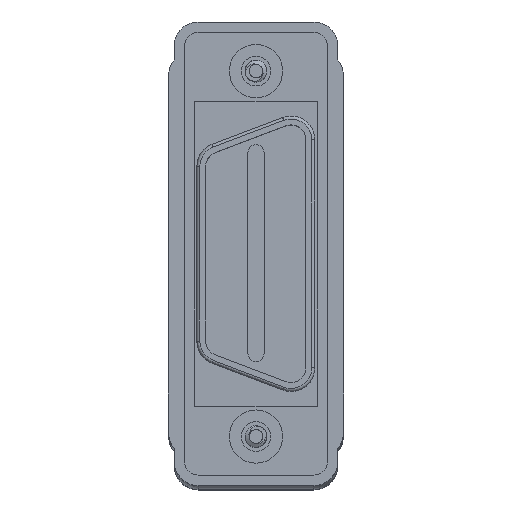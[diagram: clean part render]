
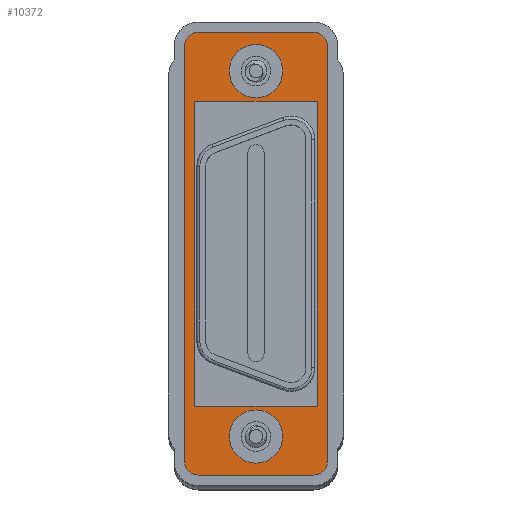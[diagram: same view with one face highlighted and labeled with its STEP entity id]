
A CAD part, top view. The second image highlights one B-rep face of the part: STEP entity #10372.
In plain terms, the highlighted planar face has unit normal (0, 0, 1).
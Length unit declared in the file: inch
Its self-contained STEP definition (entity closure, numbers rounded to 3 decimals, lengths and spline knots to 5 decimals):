
#42 = DIRECTION ( 'NONE',  ( 1., 0., 0. ) ) ;
#71 = CARTESIAN_POINT ( 'NONE',  ( -0.19559, -0.7465, -0.25 ) ) ;
#196 = EDGE_LOOP ( 'NONE', ( #1840, #11469, #3958, #10721 ) ) ;
#211 = CARTESIAN_POINT ( 'NONE',  ( -0.24059, 0.7015, -0.25 ) ) ;
#243 = EDGE_LOOP ( 'NONE', ( #3368, #508, #5165, #12081, #6684, #2217, #6085, #10317 ) ) ;
#476 = VERTEX_POINT ( 'NONE', #9950 ) ;
#508 = ORIENTED_EDGE ( 'NONE', *, *, #4193, .T. ) ;
#540 = CARTESIAN_POINT ( 'NONE',  ( -0.19559, -0.7015, -0.25 ) ) ;
#549 = DIRECTION ( 'NONE',  ( 0., 0., 1. ) ) ;
#550 = ORIENTED_EDGE ( 'NONE', *, *, #4541, .F. ) ;
#762 = VECTOR ( 'NONE', #1543, 39.37008 ) ;
#878 = DIRECTION ( 'NONE',  ( 1., 0., 0. ) ) ;
#932 = CIRCLE ( 'NONE', #5373, 0.045 ) ;
#952 = AXIS2_PLACEMENT_3D ( 'NONE', #8556, #1904, #42 ) ;
#981 = DIRECTION ( 'NONE',  ( 0., 1., 0. ) ) ;
#1013 = LINE ( 'NONE', #8715, #1575 ) ;
#1209 = CARTESIAN_POINT ( 'NONE',  ( 0.20582, 0.51408, -0.25 ) ) ;
#1504 = CARTESIAN_POINT ( 'NONE',  ( 0.20582, -0.51408, -0.25 ) ) ;
#1543 = DIRECTION ( 'NONE',  ( 0., -1., 0. ) ) ;
#1575 = VECTOR ( 'NONE', #5926, 39.37008 ) ;
#1648 = LINE ( 'NONE', #11293, #12382 ) ;
#1785 = LINE ( 'NONE', #5573, #762 ) ;
#1805 = DIRECTION ( 'NONE',  ( 1., 0., 0. ) ) ;
#1840 = ORIENTED_EDGE ( 'NONE', *, *, #12085, .F. ) ;
#1904 = DIRECTION ( 'NONE',  ( 0., 0., 1. ) ) ;
#1935 = CARTESIAN_POINT ( 'NONE',  ( -0.24059, -0.7015, -0.25 ) ) ;
#2001 = DIRECTION ( 'NONE',  ( 0., 0., 1. ) ) ;
#2034 = EDGE_CURVE ( 'NONE', #10053, #7687, #9535, .T. ) ;
#2107 = EDGE_CURVE ( 'NONE', #8000, #10370, #11277, .T. ) ;
#2141 = FACE_OUTER_BOUND ( 'NONE', #243, .T. ) ;
#2146 = VERTEX_POINT ( 'NONE', #1935 ) ;
#2165 = VERTEX_POINT ( 'NONE', #5727 ) ;
#2217 = ORIENTED_EDGE ( 'NONE', *, *, #9431, .T. ) ;
#2320 = DIRECTION ( 'NONE',  ( 1., 0., 0. ) ) ;
#2349 = VECTOR ( 'NONE', #4897, 39.37008 ) ;
#2847 = LINE ( 'NONE', #3806, #4854 ) ;
#2961 = CARTESIAN_POINT ( 'NONE',  ( -0.20582, -0.51408, -0.25 ) ) ;
#3065 = DIRECTION ( 'NONE',  ( 1., 0., 0. ) ) ;
#3093 = VERTEX_POINT ( 'NONE', #1209 ) ;
#3205 = DIRECTION ( 'NONE',  ( 0., 0., 1. ) ) ;
#3308 = VERTEX_POINT ( 'NONE', #12338 ) ;
#3368 = ORIENTED_EDGE ( 'NONE', *, *, #11821, .T. ) ;
#3489 = VERTEX_POINT ( 'NONE', #211 ) ;
#3582 = EDGE_CURVE ( 'NONE', #2165, #8654, #6442, .T. ) ;
#3591 = VERTEX_POINT ( 'NONE', #6264 ) ;
#3806 = CARTESIAN_POINT ( 'NONE',  ( 0.24059, -0.7015, -0.25 ) ) ;
#3833 = CARTESIAN_POINT ( 'NONE',  ( -0.20582, -0.51408, -0.25 ) ) ;
#3904 = CARTESIAN_POINT ( 'NONE',  ( -0.19559, 0.7015, -0.25 ) ) ;
#3958 = ORIENTED_EDGE ( 'NONE', *, *, #2034, .F. ) ;
#4015 = CARTESIAN_POINT ( 'NONE',  ( 0.19559, 0.7015, -0.25 ) ) ;
#4026 = DIRECTION ( 'NONE',  ( 0., 0., 1. ) ) ;
#4030 = VERTEX_POINT ( 'NONE', #4565 ) ;
#4193 = EDGE_CURVE ( 'NONE', #6890, #11207, #2847, .T. ) ;
#4236 = CARTESIAN_POINT ( 'NONE',  ( -0.19559, 0.7465, -0.25 ) ) ;
#4288 = FACE_BOUND ( 'NONE', #196, .T. ) ;
#4341 = CARTESIAN_POINT ( 'NONE',  ( -0.19559, -0.7465, -0.25 ) ) ;
#4344 = DIRECTION ( 'NONE',  ( 0., 1., 0. ) ) ;
#4346 = FACE_BOUND ( 'NONE', #12388, .T. ) ;
#4389 = CIRCLE ( 'NONE', #7576, 0.045 ) ;
#4485 = DIRECTION ( 'NONE',  ( 1., 0., 0. ) ) ;
#4541 = EDGE_CURVE ( 'NONE', #3591, #476, #5248, .T. ) ;
#4565 = CARTESIAN_POINT ( 'NONE',  ( 0.19559, 0.7465, -0.25 ) ) ;
#4853 = AXIS2_PLACEMENT_3D ( 'NONE', #7257, #549, #11936 ) ;
#4854 = VECTOR ( 'NONE', #981, 39.37008 ) ;
#4897 = DIRECTION ( 'NONE',  ( -1., 0., 0. ) ) ;
#5091 = DIRECTION ( 'NONE',  ( 1., 0., 0. ) ) ;
#5165 = ORIENTED_EDGE ( 'NONE', *, *, #7291, .T. ) ;
#5208 = AXIS2_PLACEMENT_3D ( 'NONE', #7978, #3205, #2320 ) ;
#5248 = CIRCLE ( 'NONE', #10038, 0.08975 ) ;
#5373 = AXIS2_PLACEMENT_3D ( 'NONE', #540, #9372, #4485 ) ;
#5460 = AXIS2_PLACEMENT_3D ( 'NONE', #3904, #2001, #6908 ) ;
#5573 = CARTESIAN_POINT ( 'NONE',  ( -0.24059, 0.7015, -0.25 ) ) ;
#5727 = CARTESIAN_POINT ( 'NONE',  ( -0.08975, -0.61614, -0.25 ) ) ;
#5926 = DIRECTION ( 'NONE',  ( 0., -1., 0. ) ) ;
#6085 = ORIENTED_EDGE ( 'NONE', *, *, #8690, .T. ) ;
#6143 = VERTEX_POINT ( 'NONE', #4236 ) ;
#6199 = EDGE_LOOP ( 'NONE', ( #7636, #550 ) ) ;
#6254 = CARTESIAN_POINT ( 'NONE',  ( 0.08975, -0.61614, -0.25 ) ) ;
#6264 = CARTESIAN_POINT ( 'NONE',  ( -0.08975, 0.61614, -0.25 ) ) ;
#6426 = EDGE_CURVE ( 'NONE', #3308, #10053, #1013, .T. ) ;
#6442 = CIRCLE ( 'NONE', #4853, 0.08975 ) ;
#6579 = DIRECTION ( 'NONE',  ( 0., 0., 1. ) ) ;
#6684 = ORIENTED_EDGE ( 'NONE', *, *, #6693, .T. ) ;
#6689 = DIRECTION ( 'NONE',  ( 1., 0., 0. ) ) ;
#6693 = EDGE_CURVE ( 'NONE', #6143, #3489, #10858, .T. ) ;
#6771 = CIRCLE ( 'NONE', #952, 0.08975 ) ;
#6816 = CARTESIAN_POINT ( 'NONE',  ( 0.19559, -0.7015, -0.25 ) ) ;
#6890 = VERTEX_POINT ( 'NONE', #11212 ) ;
#6908 = DIRECTION ( 'NONE',  ( 1., 0., 0. ) ) ;
#7106 = FACE_BOUND ( 'NONE', #6199, .T. ) ;
#7257 = CARTESIAN_POINT ( 'NONE',  ( 0., -0.61614, -0.25 ) ) ;
#7291 = EDGE_CURVE ( 'NONE', #11207, #4030, #12140, .T. ) ;
#7576 = AXIS2_PLACEMENT_3D ( 'NONE', #6816, #7818, #6689 ) ;
#7581 = CARTESIAN_POINT ( 'NONE',  ( 0., 0.61614, -0.25 ) ) ;
#7588 = DIRECTION ( 'NONE',  ( 1., 0., 0. ) ) ;
#7636 = ORIENTED_EDGE ( 'NONE', *, *, #10134, .F. ) ;
#7687 = VERTEX_POINT ( 'NONE', #9626 ) ;
#7818 = DIRECTION ( 'NONE',  ( 0., 0., 1. ) ) ;
#7978 = CARTESIAN_POINT ( 'NONE',  ( 0.19559, -0.7015, -0.25 ) ) ;
#8000 = VERTEX_POINT ( 'NONE', #4341 ) ;
#8155 = AXIS2_PLACEMENT_3D ( 'NONE', #4015, #11636, #5091 ) ;
#8300 = DIRECTION ( 'NONE',  ( -1., 0., 0. ) ) ;
#8556 = CARTESIAN_POINT ( 'NONE',  ( 0., -0.61614, -0.25 ) ) ;
#8648 = CARTESIAN_POINT ( 'NONE',  ( 0., 0.61614, -0.25 ) ) ;
#8654 = VERTEX_POINT ( 'NONE', #6254 ) ;
#8690 = EDGE_CURVE ( 'NONE', #2146, #8000, #932, .T. ) ;
#8715 = CARTESIAN_POINT ( 'NONE',  ( -0.20582, -0.51408, -0.25 ) ) ;
#8975 = EDGE_CURVE ( 'NONE', #7687, #3093, #10921, .T. ) ;
#9223 = EDGE_CURVE ( 'NONE', #4030, #6143, #9659, .T. ) ;
#9372 = DIRECTION ( 'NONE',  ( 0., 0., 1. ) ) ;
#9431 = EDGE_CURVE ( 'NONE', #3489, #2146, #1785, .T. ) ;
#9460 = VECTOR ( 'NONE', #7588, 39.37008 ) ;
#9482 = EDGE_CURVE ( 'NONE', #8654, #2165, #6771, .T. ) ;
#9535 = LINE ( 'NONE', #3833, #9460 ) ;
#9626 = CARTESIAN_POINT ( 'NONE',  ( 0.20582, -0.51408, -0.25 ) ) ;
#9659 = LINE ( 'NONE', #12397, #2349 ) ;
#9950 = CARTESIAN_POINT ( 'NONE',  ( 0.08975, 0.61614, -0.25 ) ) ;
#10038 = AXIS2_PLACEMENT_3D ( 'NONE', #7581, #6579, #1805 ) ;
#10053 = VERTEX_POINT ( 'NONE', #2961 ) ;
#10134 = EDGE_CURVE ( 'NONE', #476, #3591, #10192, .T. ) ;
#10192 = CIRCLE ( 'NONE', #11182, 0.08975 ) ;
#10317 = ORIENTED_EDGE ( 'NONE', *, *, #2107, .T. ) ;
#10370 = VERTEX_POINT ( 'NONE', #11848 ) ;
#10372 = ADVANCED_FACE ( 'NONE', ( #7106, #4346, #2141, #4288 ), #10924, .T. ) ;
#10420 = ORIENTED_EDGE ( 'NONE', *, *, #3582, .F. ) ;
#10462 = CARTESIAN_POINT ( 'NONE',  ( 0.24059, 0.7015, -0.25 ) ) ;
#10721 = ORIENTED_EDGE ( 'NONE', *, *, #6426, .F. ) ;
#10778 = VECTOR ( 'NONE', #4344, 39.37008 ) ;
#10858 = CIRCLE ( 'NONE', #5460, 0.045 ) ;
#10873 = VECTOR ( 'NONE', #878, 39.37008 ) ;
#10921 = LINE ( 'NONE', #1504, #10778 ) ;
#10924 = PLANE ( 'NONE',  #5208 ) ;
#11182 = AXIS2_PLACEMENT_3D ( 'NONE', #8648, #4026, #3065 ) ;
#11207 = VERTEX_POINT ( 'NONE', #10462 ) ;
#11212 = CARTESIAN_POINT ( 'NONE',  ( 0.24059, -0.7015, -0.25 ) ) ;
#11261 = ORIENTED_EDGE ( 'NONE', *, *, #9482, .F. ) ;
#11277 = LINE ( 'NONE', #71, #10873 ) ;
#11293 = CARTESIAN_POINT ( 'NONE',  ( -0.20582, 0.51408, -0.25 ) ) ;
#11469 = ORIENTED_EDGE ( 'NONE', *, *, #8975, .F. ) ;
#11636 = DIRECTION ( 'NONE',  ( 0., 0., 1. ) ) ;
#11821 = EDGE_CURVE ( 'NONE', #10370, #6890, #4389, .T. ) ;
#11848 = CARTESIAN_POINT ( 'NONE',  ( 0.19559, -0.7465, -0.25 ) ) ;
#11936 = DIRECTION ( 'NONE',  ( 1., 0., 0. ) ) ;
#12081 = ORIENTED_EDGE ( 'NONE', *, *, #9223, .T. ) ;
#12085 = EDGE_CURVE ( 'NONE', #3093, #3308, #1648, .T. ) ;
#12140 = CIRCLE ( 'NONE', #8155, 0.045 ) ;
#12338 = CARTESIAN_POINT ( 'NONE',  ( -0.20582, 0.51408, -0.25 ) ) ;
#12382 = VECTOR ( 'NONE', #8300, 39.37008 ) ;
#12388 = EDGE_LOOP ( 'NONE', ( #11261, #10420 ) ) ;
#12397 = CARTESIAN_POINT ( 'NONE',  ( 0.19559, 0.7465, -0.25 ) ) ;
